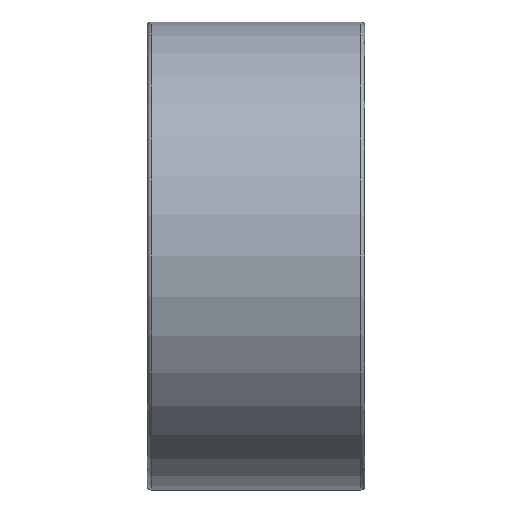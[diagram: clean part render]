
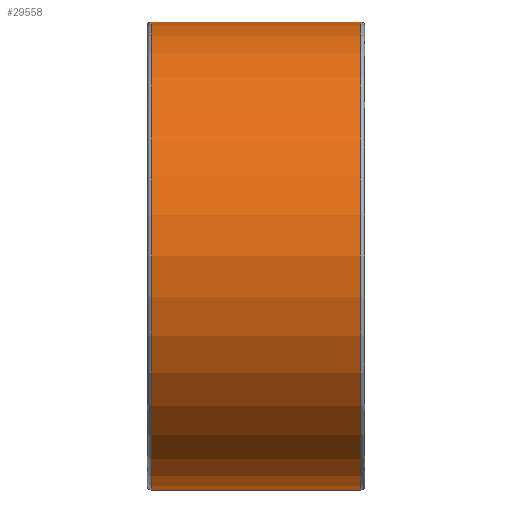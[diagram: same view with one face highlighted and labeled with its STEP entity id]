
A CAD part, front view. The second image highlights one B-rep face of the part: STEP entity #29558.
In plain terms, the highlighted cylindrical face has radius 121 mm (diameter 242 mm), a partial arc.
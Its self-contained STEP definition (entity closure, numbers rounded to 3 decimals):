
#2677 = CARTESIAN_POINT ( 'NONE',  ( -39.045, 0., -121. ) ) ;
#2847 = FACE_OUTER_BOUND ( 'NONE', #27007, .T. ) ;
#5710 = DIRECTION ( 'NONE',  ( 0., 0., 1. ) ) ;
#6089 = CYLINDRICAL_SURFACE ( 'NONE', #11352, 121. ) ;
#6796 = VERTEX_POINT ( 'NONE', #33105 ) ;
#7736 = CARTESIAN_POINT ( 'NONE',  ( -54.2, 0., 121. ) ) ;
#8755 = DIRECTION ( 'NONE',  ( -1., 0., 0. ) ) ;
#9622 = ORIENTED_EDGE ( 'NONE', *, *, #21871, .T. ) ;
#11128 = CARTESIAN_POINT ( 'NONE',  ( -39.045, 0., 121. ) ) ;
#11352 = AXIS2_PLACEMENT_3D ( 'NONE', #12338, #26598, #5710 ) ;
#12338 = CARTESIAN_POINT ( 'NONE',  ( -39.045, 0., 0. ) ) ;
#16224 = CARTESIAN_POINT ( 'NONE',  ( -54.2, 0., -121. ) ) ;
#16599 = LINE ( 'NONE', #2677, #26741 ) ;
#17779 = AXIS2_PLACEMENT_3D ( 'NONE', #23807, #8755, #19287 ) ;
#18076 = LINE ( 'NONE', #11128, #29358 ) ;
#18962 = DIRECTION ( 'NONE',  ( -1., 0., 0. ) ) ;
#19287 = DIRECTION ( 'NONE',  ( 0., 0., 1. ) ) ;
#19496 = DIRECTION ( 'NONE',  ( -1., 0., 0. ) ) ;
#19736 = EDGE_CURVE ( 'NONE', #6796, #26217, #16599, .T. ) ;
#20158 = CARTESIAN_POINT ( 'NONE',  ( 54.2, 0., 121. ) ) ;
#20768 = DIRECTION ( 'NONE',  ( -1., 0., 0. ) ) ;
#21871 = EDGE_CURVE ( 'NONE', #31520, #26424, #18076, .T. ) ;
#22088 = CARTESIAN_POINT ( 'NONE',  ( 54.2, 0., 0. ) ) ;
#22266 = ORIENTED_EDGE ( 'NONE', *, *, #29389, .T. ) ;
#23807 = CARTESIAN_POINT ( 'NONE',  ( -54.2, 0., 0. ) ) ;
#24683 = CIRCLE ( 'NONE', #25712, 121. ) ;
#24771 = CIRCLE ( 'NONE', #17779, 121. ) ;
#25712 = AXIS2_PLACEMENT_3D ( 'NONE', #22088, #19496, #32263 ) ;
#26217 = VERTEX_POINT ( 'NONE', #16224 ) ;
#26424 = VERTEX_POINT ( 'NONE', #7736 ) ;
#26598 = DIRECTION ( 'NONE',  ( -1., 0., 0. ) ) ;
#26741 = VECTOR ( 'NONE', #20768, 1000. ) ;
#27007 = EDGE_LOOP ( 'NONE', ( #32751, #22266, #9622, #32419 ) ) ;
#29358 = VECTOR ( 'NONE', #18962, 1000. ) ;
#29389 = EDGE_CURVE ( 'NONE', #6796, #31520, #24683, .T. ) ;
#29558 = ADVANCED_FACE ( 'NONE', ( #2847 ), #6089, .T. ) ;
#31520 = VERTEX_POINT ( 'NONE', #20158 ) ;
#32263 = DIRECTION ( 'NONE',  ( 0., 0., 1. ) ) ;
#32419 = ORIENTED_EDGE ( 'NONE', *, *, #33523, .F. ) ;
#32751 = ORIENTED_EDGE ( 'NONE', *, *, #19736, .F. ) ;
#33105 = CARTESIAN_POINT ( 'NONE',  ( 54.2, 0., -121. ) ) ;
#33523 = EDGE_CURVE ( 'NONE', #26217, #26424, #24771, .T. ) ;
